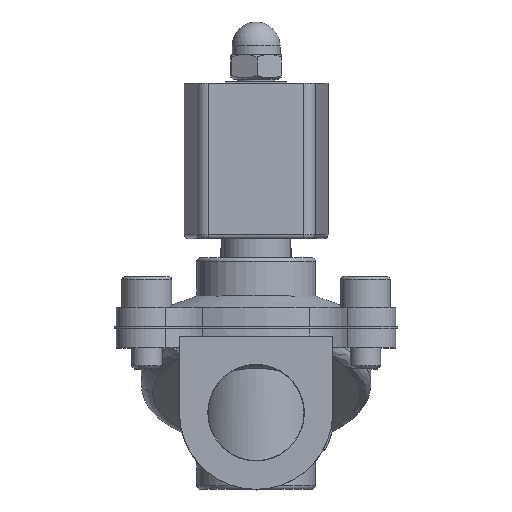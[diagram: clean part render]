
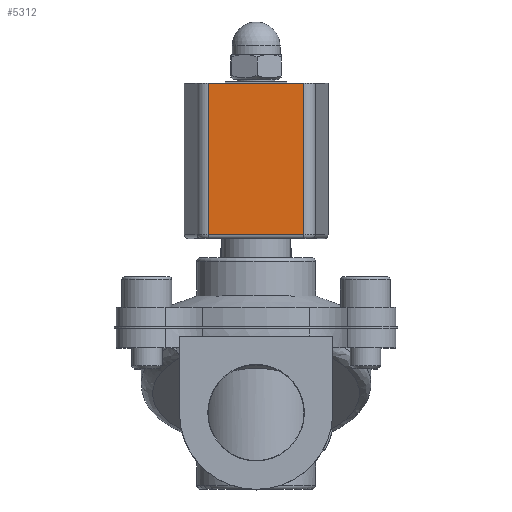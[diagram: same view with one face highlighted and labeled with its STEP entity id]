
A CAD part, top view. The second image highlights one B-rep face of the part: STEP entity #5312.
In plain terms, the highlighted planar face has unit normal (0, 0, 1).
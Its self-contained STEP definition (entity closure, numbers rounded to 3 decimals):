
#211=PLANE('',#5868);
#466=FACE_OUTER_BOUND('',#779,.T.);
#779=EDGE_LOOP('',(#4084,#4085,#4086,#4087));
#1120=LINE('',#9438,#1461);
#1142=LINE('',#9557,#1483);
#1143=LINE('',#9560,#1484);
#1144=LINE('',#9561,#1485);
#1461=VECTOR('',#6896,10.);
#1483=VECTOR('',#7036,10.);
#1484=VECTOR('',#7039,10.);
#1485=VECTOR('',#7040,10.);
#2287=VERTEX_POINT('',#9432);
#2288=VERTEX_POINT('',#9436);
#2315=VERTEX_POINT('',#9555);
#2316=VERTEX_POINT('',#9559);
#2909=EDGE_CURVE('',#2288,#2287,#1120,.T.);
#2964=EDGE_CURVE('',#2315,#2288,#1142,.T.);
#2965=EDGE_CURVE('',#2316,#2315,#1143,.T.);
#2966=EDGE_CURVE('',#2287,#2316,#1144,.T.);
#4084=ORIENTED_EDGE('',*,*,#2909,.F.);
#4085=ORIENTED_EDGE('',*,*,#2964,.F.);
#4086=ORIENTED_EDGE('',*,*,#2965,.F.);
#4087=ORIENTED_EDGE('',*,*,#2966,.F.);
#5312=ADVANCED_FACE('',(#466),#211,.T.);
#5868=AXIS2_PLACEMENT_3D('',#9558,#7037,#7038);
#6896=DIRECTION('',(-1.,0.,0.));
#7036=DIRECTION('',(0.,-1.,0.));
#7037=DIRECTION('center_axis',(0.,0.,1.));
#7038=DIRECTION('ref_axis',(1.,0.,0.));
#7039=DIRECTION('',(1.,0.,0.));
#7040=DIRECTION('',(0.,1.,0.));
#9432=CARTESIAN_POINT('',(-12.422,46.5,74.5));
#9436=CARTESIAN_POINT('',(12.422,46.5,74.5));
#9438=CARTESIAN_POINT('',(-7.5,46.5,74.5));
#9555=CARTESIAN_POINT('',(12.422,86.,74.5));
#9557=CARTESIAN_POINT('',(12.422,45.5,74.5));
#9558=CARTESIAN_POINT('Origin',(-15.,45.5,74.5));
#9559=CARTESIAN_POINT('',(-12.422,86.,74.5));
#9560=CARTESIAN_POINT('',(-15.,86.,74.5));
#9561=CARTESIAN_POINT('',(-12.422,45.5,74.5));
